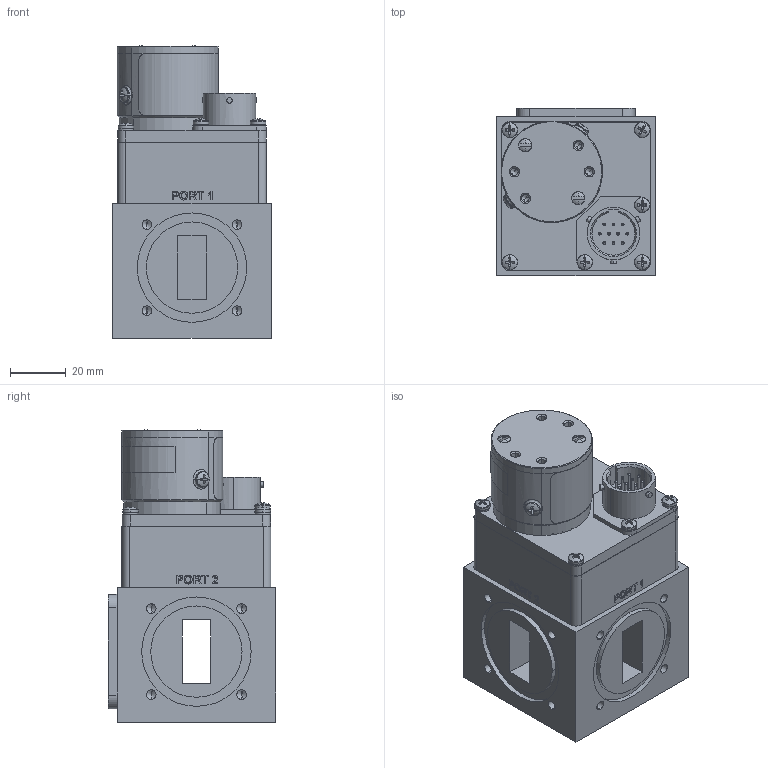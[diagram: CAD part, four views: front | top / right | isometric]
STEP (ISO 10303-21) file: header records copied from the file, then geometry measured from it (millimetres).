
FILE_DESCRIPTION (( 'STEP AP214' ), '1' );
FILE_NAME ('FMWGS6062_3D.STEP', '2021-03-30T20:10:01', ( '' ), ( '' ), 'SwSTEP 2.0', 'SolidWorks 2020', '' );
FILE_SCHEMA (( 'AUTOMOTIVE_DESIGN' ));
Length unit declared in the file: inch
Products named in the file (1): FMWGS6062_3D
Bounding box: 57.15 x 60.33 x 105.25 mm (x, y, z)
Volume: 161025.3 mm3; surface area: 76002.5 mm2
Topology: 26 solids, 26 shells, 1277 faces, 3061 edges, 1877 vertices
Faces by surface type: plane 528, cylinder 423, cone 135, bspline 127, sphere 44, torus 20
Entity records: 49188 total; most frequent: CARTESIAN_POINT 16421, DIRECTION 5984, ORIENTED_EDGE 5898, EDGE_CURVE 2949, AXIS2_PLACEMENT_3D 2210, VERTEX_POINT 1867, VECTOR 1564, LINE 1564
